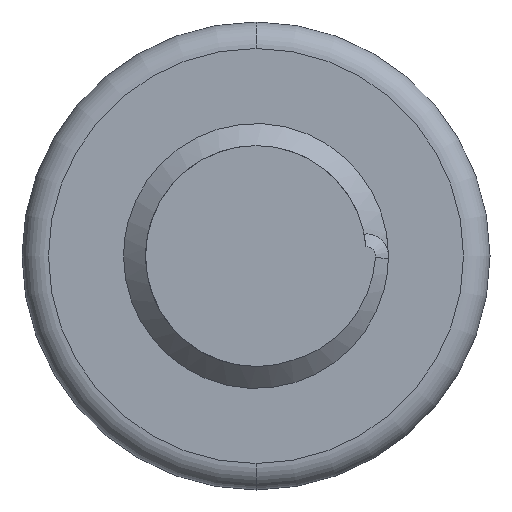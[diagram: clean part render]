
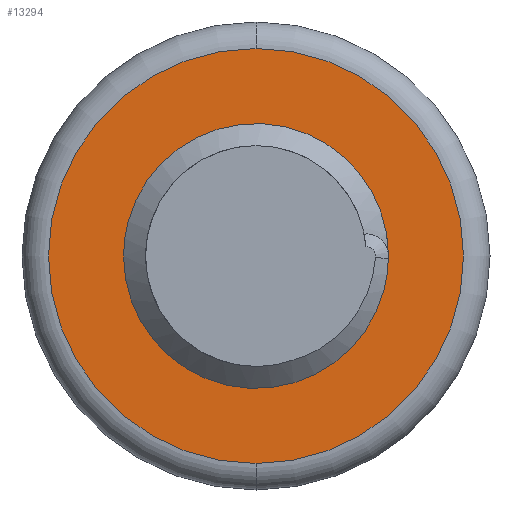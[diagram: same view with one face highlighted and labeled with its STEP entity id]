
A CAD part, front view. The second image highlights one B-rep face of the part: STEP entity #13294.
In plain terms, the highlighted planar face has unit normal (0, -1, 0).
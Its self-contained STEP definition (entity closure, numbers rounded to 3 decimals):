
#67 = CYLINDRICAL_SURFACE('',#68,1.25);
#68 = AXIS2_PLACEMENT_3D('',#69,#70,#71);
#69 = CARTESIAN_POINT('',(0.,-8.,0.));
#70 = DIRECTION('',(-0.,1.,-0.));
#71 = DIRECTION('',(0.,0.,1.));
#6341 = EDGE_CURVE('',#6342,#6344,#6346,.T.);
#6342 = VERTEX_POINT('',#6343);
#6343 = CARTESIAN_POINT('',(0.,0.,-2.35));
#6344 = VERTEX_POINT('',#6345);
#6345 = CARTESIAN_POINT('',(0.,0.,2.35));
#6346 = SURFACE_CURVE('',#6347,(#6352,#6364),.PCURVE_S1.);
#6347 = CIRCLE('',#6348,2.35);
#6348 = AXIS2_PLACEMENT_3D('',#6349,#6350,#6351);
#6349 = CARTESIAN_POINT('',(0.,0.,0.));
#6350 = DIRECTION('',(0.,-1.,0.));
#6351 = DIRECTION('',(0.,0.,1.));
#6352 = PCURVE('',#6353,#6358);
#6353 = TOROIDAL_SURFACE('',#6354,2.35,0.3);
#6354 = AXIS2_PLACEMENT_3D('',#6355,#6356,#6357);
#6355 = CARTESIAN_POINT('',(0.,0.3,0.));
#6356 = DIRECTION('',(0.,1.,0.));
#6357 = DIRECTION('',(0.,-0.,1.));
#6358 = DEFINITIONAL_REPRESENTATION('',(#6359),#6363);
#6359 = LINE('',#6360,#6361);
#6360 = CARTESIAN_POINT('',(6.283,4.712));
#6361 = VECTOR('',#6362,1.);
#6362 = DIRECTION('',(-1.,0.));
#6363 = ( GEOMETRIC_REPRESENTATION_CONTEXT(2) 
PARAMETRIC_REPRESENTATION_CONTEXT() REPRESENTATION_CONTEXT('2D SPACE',''
  ) );
#6364 = PCURVE('',#6365,#6370);
#6365 = PLANE('',#6366);
#6366 = AXIS2_PLACEMENT_3D('',#6367,#6368,#6369);
#6367 = CARTESIAN_POINT('',(0.,0.,0.));
#6368 = DIRECTION('',(0.,1.,0.));
#6369 = DIRECTION('',(0.,-0.,1.));
#6370 = DEFINITIONAL_REPRESENTATION('',(#6371),#6379);
#6371 = ( BOUNDED_CURVE() B_SPLINE_CURVE(2,(#6372,#6373,#6374,#6375,
#6376,#6377,#6378),.UNSPECIFIED.,.T.,.F.) B_SPLINE_CURVE_WITH_KNOTS((1,2
    ,2,2,2,1),(-2.094,0.,2.094,4.189,
6.283,8.378),.UNSPECIFIED.) CURVE() 
GEOMETRIC_REPRESENTATION_ITEM() RATIONAL_B_SPLINE_CURVE((1.,0.5,1.,0.5,
1.,0.5,1.)) REPRESENTATION_ITEM('') );
#6372 = CARTESIAN_POINT('',(2.35,0.));
#6373 = CARTESIAN_POINT('',(2.35,-4.07));
#6374 = CARTESIAN_POINT('',(-1.175,-2.035));
#6375 = CARTESIAN_POINT('',(-4.7,0.));
#6376 = CARTESIAN_POINT('',(-1.175,2.035));
#6377 = CARTESIAN_POINT('',(2.35,4.07));
#6378 = CARTESIAN_POINT('',(2.35,0.));
#6379 = ( GEOMETRIC_REPRESENTATION_CONTEXT(2) 
PARAMETRIC_REPRESENTATION_CONTEXT() REPRESENTATION_CONTEXT('2D SPACE',''
  ) );
#6398 = TOROIDAL_SURFACE('',#6399,2.35,0.3);
#6399 = AXIS2_PLACEMENT_3D('',#6400,#6401,#6402);
#6400 = CARTESIAN_POINT('',(0.,0.3,0.));
#6401 = DIRECTION('',(0.,1.,0.));
#6402 = DIRECTION('',(0.,-0.,1.));
#6688 = VERTEX_POINT('',#6689);
#6689 = CARTESIAN_POINT('',(0.,0.,-1.25));
#6703 = CYLINDRICAL_SURFACE('',#6704,1.25);
#6704 = AXIS2_PLACEMENT_3D('',#6705,#6706,#6707);
#6705 = CARTESIAN_POINT('',(0.,-8.,0.));
#6706 = DIRECTION('',(-0.,1.,-0.));
#6707 = DIRECTION('',(0.,0.,1.));
#6715 = EDGE_CURVE('',#6688,#6716,#6718,.T.);
#6716 = VERTEX_POINT('',#6717);
#6717 = CARTESIAN_POINT('',(0.,0.,1.25));
#6718 = SURFACE_CURVE('',#6719,(#6724,#6731),.PCURVE_S1.);
#6719 = CIRCLE('',#6720,1.25);
#6720 = AXIS2_PLACEMENT_3D('',#6721,#6722,#6723);
#6721 = CARTESIAN_POINT('',(0.,0.,0.));
#6722 = DIRECTION('',(0.,-1.,0.));
#6723 = DIRECTION('',(0.,0.,1.));
#6724 = PCURVE('',#67,#6725);
#6725 = DEFINITIONAL_REPRESENTATION('',(#6726),#6730);
#6726 = LINE('',#6727,#6728);
#6727 = CARTESIAN_POINT('',(6.283,8.));
#6728 = VECTOR('',#6729,1.);
#6729 = DIRECTION('',(-1.,0.));
#6730 = ( GEOMETRIC_REPRESENTATION_CONTEXT(2) 
PARAMETRIC_REPRESENTATION_CONTEXT() REPRESENTATION_CONTEXT('2D SPACE',''
  ) );
#6731 = PCURVE('',#6365,#6732);
#6732 = DEFINITIONAL_REPRESENTATION('',(#6733),#6741);
#6733 = ( BOUNDED_CURVE() B_SPLINE_CURVE(2,(#6734,#6735,#6736,#6737,
#6738,#6739,#6740),.UNSPECIFIED.,.T.,.F.) B_SPLINE_CURVE_WITH_KNOTS((1,2
    ,2,2,2,1),(-2.094,0.,2.094,4.189,
6.283,8.378),.UNSPECIFIED.) CURVE() 
GEOMETRIC_REPRESENTATION_ITEM() RATIONAL_B_SPLINE_CURVE((1.,0.5,1.,0.5,
1.,0.5,1.)) REPRESENTATION_ITEM('') );
#6734 = CARTESIAN_POINT('',(1.25,0.));
#6735 = CARTESIAN_POINT('',(1.25,-2.165));
#6736 = CARTESIAN_POINT('',(-0.625,-1.083));
#6737 = CARTESIAN_POINT('',(-2.5,0.));
#6738 = CARTESIAN_POINT('',(-0.625,1.083));
#6739 = CARTESIAN_POINT('',(1.25,2.165));
#6740 = CARTESIAN_POINT('',(1.25,0.));
#6741 = ( GEOMETRIC_REPRESENTATION_CONTEXT(2) 
PARAMETRIC_REPRESENTATION_CONTEXT() REPRESENTATION_CONTEXT('2D SPACE',''
  ) );
#11313 = EDGE_CURVE('',#6716,#6688,#11314,.T.);
#11314 = SURFACE_CURVE('',#11315,(#11320,#11327),.PCURVE_S1.);
#11315 = CIRCLE('',#11316,1.25);
#11316 = AXIS2_PLACEMENT_3D('',#11317,#11318,#11319);
#11317 = CARTESIAN_POINT('',(0.,0.,0.));
#11318 = DIRECTION('',(0.,-1.,0.));
#11319 = DIRECTION('',(0.,0.,1.));
#11320 = PCURVE('',#6703,#11321);
#11321 = DEFINITIONAL_REPRESENTATION('',(#11322),#11326);
#11322 = LINE('',#11323,#11324);
#11323 = CARTESIAN_POINT('',(6.283,8.));
#11324 = VECTOR('',#11325,1.);
#11325 = DIRECTION('',(-1.,0.));
#11326 = ( GEOMETRIC_REPRESENTATION_CONTEXT(2) 
PARAMETRIC_REPRESENTATION_CONTEXT() REPRESENTATION_CONTEXT('2D SPACE',''
  ) );
#11327 = PCURVE('',#6365,#11328);
#11328 = DEFINITIONAL_REPRESENTATION('',(#11329),#11337);
#11329 = ( BOUNDED_CURVE() B_SPLINE_CURVE(2,(#11330,#11331,#11332,#11333
    ,#11334,#11335,#11336),.UNSPECIFIED.,.T.,.F.) 
B_SPLINE_CURVE_WITH_KNOTS((1,2,2,2,2,1),(-2.094,0.,
    2.094,4.189,6.283,8.378),
.UNSPECIFIED.) CURVE() GEOMETRIC_REPRESENTATION_ITEM() 
RATIONAL_B_SPLINE_CURVE((1.,0.5,1.,0.5,1.,0.5,1.)) REPRESENTATION_ITEM(
  '') );
#11330 = CARTESIAN_POINT('',(1.25,0.));
#11331 = CARTESIAN_POINT('',(1.25,-2.165));
#11332 = CARTESIAN_POINT('',(-0.625,-1.083));
#11333 = CARTESIAN_POINT('',(-2.5,0.));
#11334 = CARTESIAN_POINT('',(-0.625,1.083));
#11335 = CARTESIAN_POINT('',(1.25,2.165));
#11336 = CARTESIAN_POINT('',(1.25,0.));
#11337 = ( GEOMETRIC_REPRESENTATION_CONTEXT(2) 
PARAMETRIC_REPRESENTATION_CONTEXT() REPRESENTATION_CONTEXT('2D SPACE',''
  ) );
#13294 = ADVANCED_FACE('',(#13295,#13299),#6365,.F.);
#13295 = FACE_BOUND('',#13296,.T.);
#13296 = EDGE_LOOP('',(#13297,#13298));
#13297 = ORIENTED_EDGE('',*,*,#11313,.F.);
#13298 = ORIENTED_EDGE('',*,*,#6715,.F.);
#13299 = FACE_BOUND('',#13300,.T.);
#13300 = EDGE_LOOP('',(#13301,#13327));
#13301 = ORIENTED_EDGE('',*,*,#13302,.T.);
#13302 = EDGE_CURVE('',#6344,#6342,#13303,.T.);
#13303 = SURFACE_CURVE('',#13304,(#13309,#13320),.PCURVE_S1.);
#13304 = CIRCLE('',#13305,2.35);
#13305 = AXIS2_PLACEMENT_3D('',#13306,#13307,#13308);
#13306 = CARTESIAN_POINT('',(0.,0.,0.));
#13307 = DIRECTION('',(0.,-1.,0.));
#13308 = DIRECTION('',(0.,0.,1.));
#13309 = PCURVE('',#6365,#13310);
#13310 = DEFINITIONAL_REPRESENTATION('',(#13311),#13319);
#13311 = ( BOUNDED_CURVE() B_SPLINE_CURVE(2,(#13312,#13313,#13314,#13315
    ,#13316,#13317,#13318),.UNSPECIFIED.,.T.,.F.) 
B_SPLINE_CURVE_WITH_KNOTS((1,2,2,2,2,1),(-2.094,0.,
    2.094,4.189,6.283,8.378),
.UNSPECIFIED.) CURVE() GEOMETRIC_REPRESENTATION_ITEM() 
RATIONAL_B_SPLINE_CURVE((1.,0.5,1.,0.5,1.,0.5,1.)) REPRESENTATION_ITEM(
  '') );
#13312 = CARTESIAN_POINT('',(2.35,0.));
#13313 = CARTESIAN_POINT('',(2.35,-4.07));
#13314 = CARTESIAN_POINT('',(-1.175,-2.035));
#13315 = CARTESIAN_POINT('',(-4.7,0.));
#13316 = CARTESIAN_POINT('',(-1.175,2.035));
#13317 = CARTESIAN_POINT('',(2.35,4.07));
#13318 = CARTESIAN_POINT('',(2.35,0.));
#13319 = ( GEOMETRIC_REPRESENTATION_CONTEXT(2) 
PARAMETRIC_REPRESENTATION_CONTEXT() REPRESENTATION_CONTEXT('2D SPACE',''
  ) );
#13320 = PCURVE('',#6398,#13321);
#13321 = DEFINITIONAL_REPRESENTATION('',(#13322),#13326);
#13322 = LINE('',#13323,#13324);
#13323 = CARTESIAN_POINT('',(6.283,4.712));
#13324 = VECTOR('',#13325,1.);
#13325 = DIRECTION('',(-1.,0.));
#13326 = ( GEOMETRIC_REPRESENTATION_CONTEXT(2) 
PARAMETRIC_REPRESENTATION_CONTEXT() REPRESENTATION_CONTEXT('2D SPACE',''
  ) );
#13327 = ORIENTED_EDGE('',*,*,#6341,.T.);
